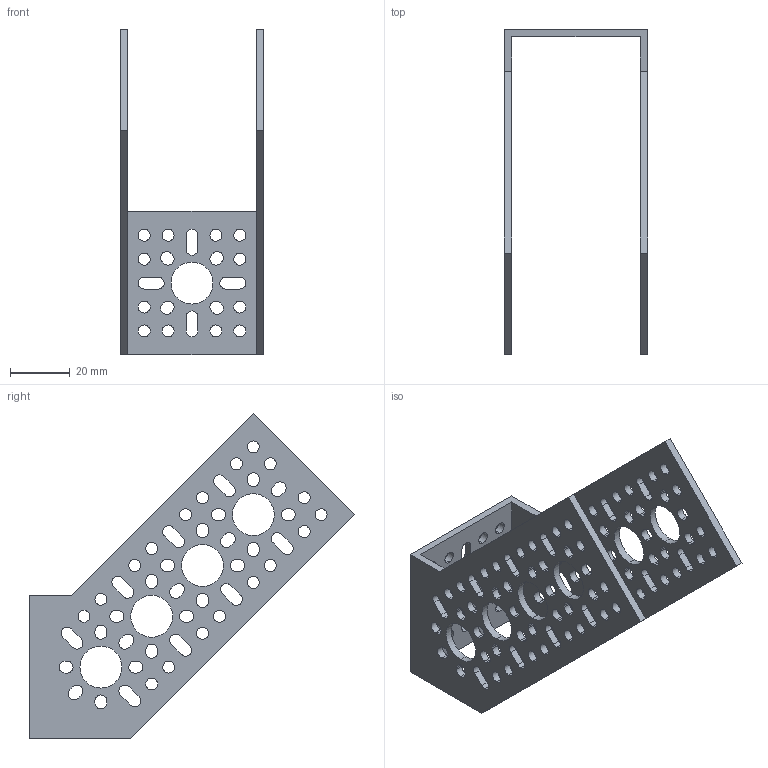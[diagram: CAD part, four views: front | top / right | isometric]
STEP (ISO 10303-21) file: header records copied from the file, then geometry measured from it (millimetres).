
FILE_DESCRIPTION (( 'STEP AP203' ), '1' );
FILE_NAME ('1111-0003-0001.STEP', '2017-12-22T22:54:31', ( '' ), ( '' ), 'SwSTEP 2.0', 'SolidWorks 2016', '' );
FILE_SCHEMA (( 'CONFIG_CONTROL_DESIGN' ));
Length unit declared in the file: millimetre
Products named in the file (1): 1111-0003-0001
Bounding box: 48 x 108.85 x 108.85 mm (x, y, z)
Volume: 25593.4 mm3; surface area: 27361.5 mm2
Topology: 1 solids, 1 shells, 440 faces, 1314 edges, 876 vertices
Faces by surface type: cylinder 294, plane 146
Entity records: 15635 total; most frequent: DIRECTION 2784, CARTESIAN_POINT 2631, ORIENTED_EDGE 2628, EDGE_CURVE 1314, AXIS2_PLACEMENT_3D 1029, VERTEX_POINT 876, LINE 726, VECTOR 726
